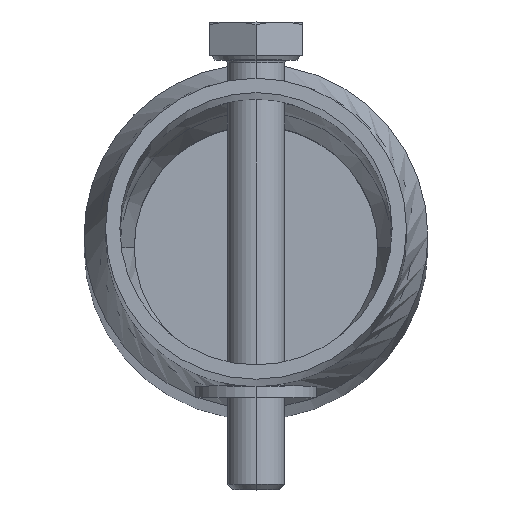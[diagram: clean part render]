
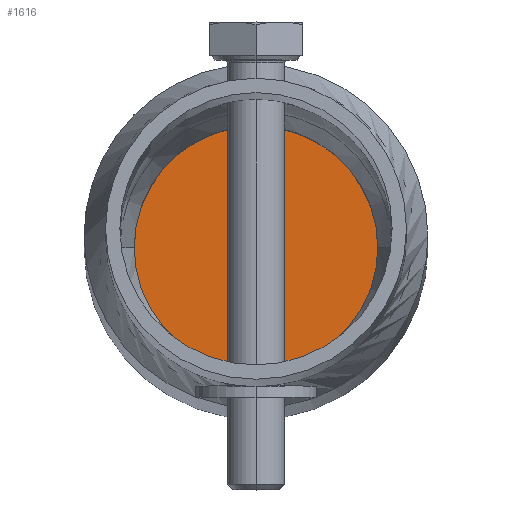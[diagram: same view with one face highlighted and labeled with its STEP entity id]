
A CAD part, top view. The second image highlights one B-rep face of the part: STEP entity #1616.
In plain terms, the highlighted planar face has unit normal (0, 0, 1).
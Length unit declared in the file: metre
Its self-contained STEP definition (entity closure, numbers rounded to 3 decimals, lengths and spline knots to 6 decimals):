
#249 = AXIS2_PLACEMENT_3D ( 'NONE', #2268, #2527, #473 ) ;
#473 = DIRECTION ( 'NONE',  ( 0.924, 0.383, 0. ) ) ;
#490 = AXIS2_PLACEMENT_3D ( 'NONE', #1576, #2481, #864 ) ;
#494 = CIRCLE ( 'NONE', #1593, 0.019 ) ;
#864 = DIRECTION ( 'NONE',  ( 0.924, 0.383, 0. ) ) ;
#1159 = FACE_OUTER_BOUND ( 'NONE', #2096, .T. ) ;
#1205 = CIRCLE ( 'NONE', #490, 0.019 ) ;
#1339 = DIRECTION ( 'NONE',  ( 0.924, 0.383, 0. ) ) ;
#1347 = PLANE ( 'NONE',  #249 ) ;
#1502 = CARTESIAN_POINT ( 'NONE',  ( -0.017551, -0.007278, -0.048 ) ) ;
#1576 = CARTESIAN_POINT ( 'NONE',  ( 0., 0., -0.048 ) ) ;
#1593 = AXIS2_PLACEMENT_3D ( 'NONE', #2489, #2261, #1339 ) ;
#1595 = ORIENTED_EDGE ( 'NONE', *, *, #2144, .T. ) ;
#1616 = ADVANCED_FACE ( 'NONE', ( #1159 ), #1347, .T. ) ;
#2096 = EDGE_LOOP ( 'NONE', ( #2197, #1595 ) ) ;
#2144 = EDGE_CURVE ( 'NONE', #2434, #2399, #1205, .T. ) ;
#2169 = CARTESIAN_POINT ( 'NONE',  ( 0.017551, 0.007278, -0.048 ) ) ;
#2197 = ORIENTED_EDGE ( 'NONE', *, *, #2537, .T. ) ;
#2261 = DIRECTION ( 'NONE',  ( 0., 0., 1. ) ) ;
#2268 = CARTESIAN_POINT ( 'NONE',  ( 0., 0., -0.048 ) ) ;
#2399 = VERTEX_POINT ( 'NONE', #2169 ) ;
#2434 = VERTEX_POINT ( 'NONE', #1502 ) ;
#2481 = DIRECTION ( 'NONE',  ( 0., 0., 1. ) ) ;
#2489 = CARTESIAN_POINT ( 'NONE',  ( 0., 0., -0.048 ) ) ;
#2527 = DIRECTION ( 'NONE',  ( 0., 0., 1. ) ) ;
#2537 = EDGE_CURVE ( 'NONE', #2399, #2434, #494, .T. ) ;
